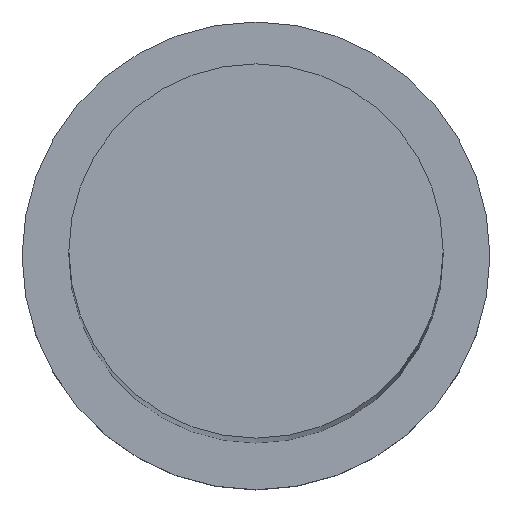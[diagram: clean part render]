
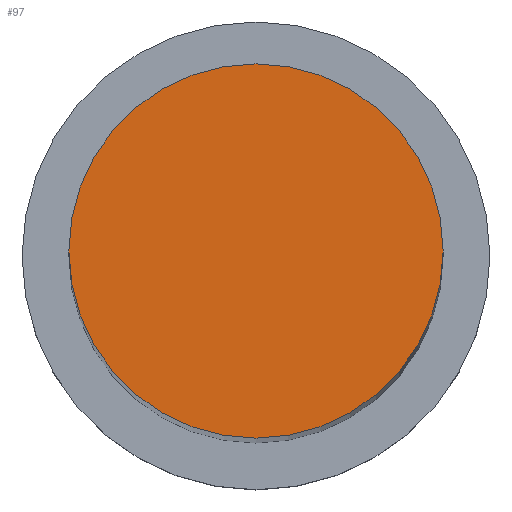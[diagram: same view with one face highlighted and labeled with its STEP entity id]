
A CAD part, top view. The second image highlights one B-rep face of the part: STEP entity #97.
In plain terms, the highlighted planar face has unit normal (0, 0, 1).
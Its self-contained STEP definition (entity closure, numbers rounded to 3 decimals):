
#45 = EDGE_LOOP ( 'NONE', ( #231, #150 ) ) ;
#57 = DIRECTION ( 'NONE',  ( 0., 0., 1. ) ) ;
#65 = CIRCLE ( 'NONE', #130, 16. ) ;
#73 = CIRCLE ( 'NONE', #104, 16. ) ;
#75 = DIRECTION ( 'NONE',  ( 0., 0., 1. ) ) ;
#84 = VERTEX_POINT ( 'NONE', #216 ) ;
#91 = DIRECTION ( 'NONE',  ( 0., 0., 1. ) ) ;
#92 = CARTESIAN_POINT ( 'NONE',  ( 0., 0., 250. ) ) ;
#97 = ADVANCED_FACE ( 'NONE', ( #128 ), #110, .T. ) ;
#104 = AXIS2_PLACEMENT_3D ( 'NONE', #133, #57, #120 ) ;
#110 = PLANE ( 'NONE',  #223 ) ;
#120 = DIRECTION ( 'NONE',  ( 1., 0., 0. ) ) ;
#128 = FACE_OUTER_BOUND ( 'NONE', #45, .T. ) ;
#130 = AXIS2_PLACEMENT_3D ( 'NONE', #245, #75, #143 ) ;
#133 = CARTESIAN_POINT ( 'NONE',  ( 0., 0., 250. ) ) ;
#137 = EDGE_CURVE ( 'NONE', #84, #138, #65, .T. ) ;
#138 = VERTEX_POINT ( 'NONE', #219 ) ;
#143 = DIRECTION ( 'NONE',  ( 1., 0., 0. ) ) ;
#150 = ORIENTED_EDGE ( 'NONE', *, *, #238, .T. ) ;
#178 = DIRECTION ( 'NONE',  ( 1., 0., 0. ) ) ;
#216 = CARTESIAN_POINT ( 'NONE',  ( -16., 0., 250. ) ) ;
#219 = CARTESIAN_POINT ( 'NONE',  ( 16., 0., 250. ) ) ;
#223 = AXIS2_PLACEMENT_3D ( 'NONE', #92, #91, #178 ) ;
#231 = ORIENTED_EDGE ( 'NONE', *, *, #137, .T. ) ;
#238 = EDGE_CURVE ( 'NONE', #138, #84, #73, .T. ) ;
#245 = CARTESIAN_POINT ( 'NONE',  ( 0., 0., 250. ) ) ;
